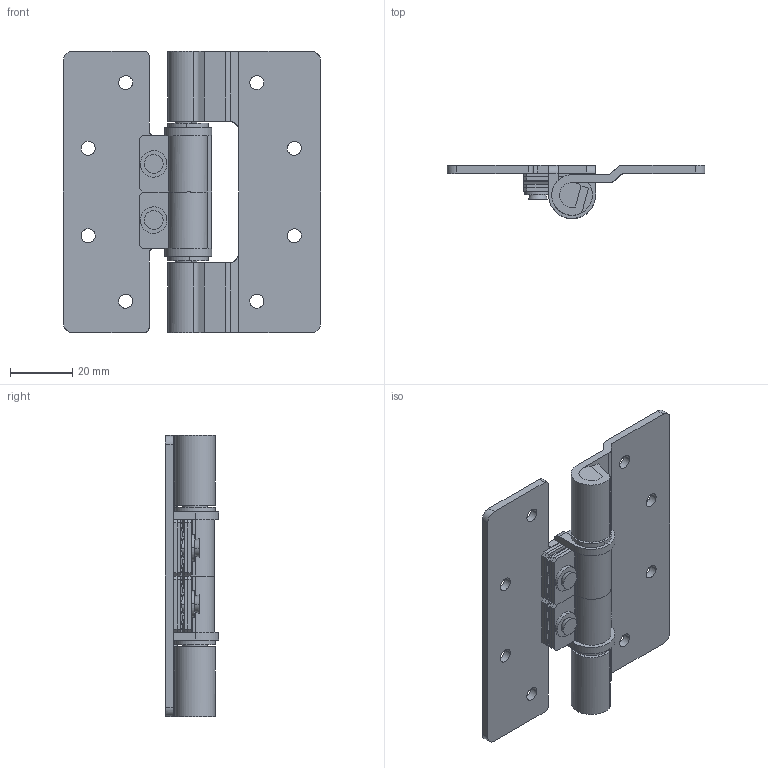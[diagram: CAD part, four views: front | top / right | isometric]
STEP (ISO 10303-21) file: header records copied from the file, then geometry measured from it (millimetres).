
FILE_DESCRIPTION((''),'2;1');
FILE_NAME('','2013-02-25T11:38:22',(''),(''),'','CADfix','');
FILE_SCHEMA(('AUTOMOTIVE_DESIGN { 1 0 10303 214 1 1 1 1 }'));
Length unit declared in the file: millimetre
Bounding box: 82.5 x 17 x 90 mm (x, y, z)
Volume: 27455.7 mm3; surface area: 29892.8 mm2
Topology: 15 solids, 15 shells, 270 faces, 838 edges, 596 vertices
Faces by surface type: bspline 270
Entity records: 10681 total; most frequent: CARTESIAN_POINT 5780, ORIENTED_EDGE 1676, EDGE_CURVE 838, VERTEX_POINT 596, QUASI_UNIFORM_CURVE 452, EDGE_LOOP 320, FACE_OUTER_BOUND 270, ADVANCED_FACE 270
